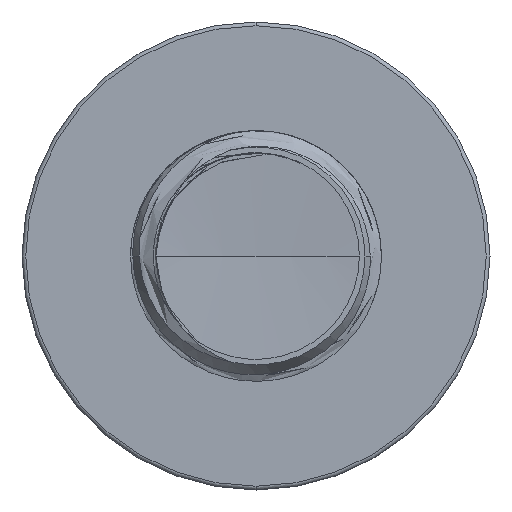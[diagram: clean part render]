
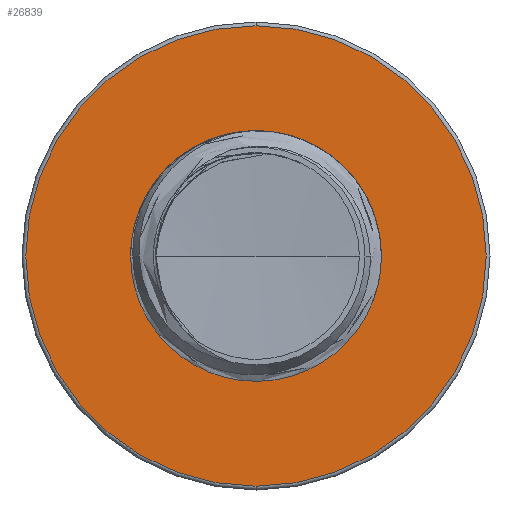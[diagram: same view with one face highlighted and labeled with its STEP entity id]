
A CAD part, front view. The second image highlights one B-rep face of the part: STEP entity #26839.
In plain terms, the highlighted planar face has unit normal (0, -1, 0).
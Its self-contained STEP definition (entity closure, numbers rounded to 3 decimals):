
#645 = DIRECTION ( 'NONE',  ( 0., -1., 0. ) ) ;
#2072 = DIRECTION ( 'NONE',  ( 0., -1., 0. ) ) ;
#3707 = DIRECTION ( 'NONE',  ( 0., 0., -1. ) ) ;
#3885 = AXIS2_PLACEMENT_3D ( 'NONE', #6108, #6068, #6064 ) ;
#5384 = CARTESIAN_POINT ( 'NONE',  ( 0., 11., -1.436 ) ) ;
#5424 = CIRCLE ( 'NONE', #25321, 1.436 ) ;
#6064 = DIRECTION ( 'NONE',  ( 0., 0., -1. ) ) ;
#6068 = DIRECTION ( 'NONE',  ( 0., -1., 0. ) ) ;
#6108 = CARTESIAN_POINT ( 'NONE',  ( 0., 11., 0. ) ) ;
#7651 = CARTESIAN_POINT ( 'NONE',  ( 0., 11., 1.436 ) ) ;
#8033 = FACE_BOUND ( 'NONE', #27724, .T. ) ;
#8528 = ORIENTED_EDGE ( 'NONE', *, *, #23533, .T. ) ;
#8574 = EDGE_CURVE ( 'NONE', #16446, #28101, #18826, .T. ) ;
#9048 = AXIS2_PLACEMENT_3D ( 'NONE', #31397, #15193, #33876 ) ;
#9161 = EDGE_CURVE ( 'NONE', #14183, #11303, #9506, .T. ) ;
#9394 = CARTESIAN_POINT ( 'NONE',  ( 0., 11., 2.755 ) ) ;
#9411 = ORIENTED_EDGE ( 'NONE', *, *, #15997, .F. ) ;
#9506 = CIRCLE ( 'NONE', #11542, 2.755 ) ;
#11303 = VERTEX_POINT ( 'NONE', #9394 ) ;
#11542 = AXIS2_PLACEMENT_3D ( 'NONE', #35000, #34621, #3707 ) ;
#14183 = VERTEX_POINT ( 'NONE', #33544 ) ;
#15193 = DIRECTION ( 'NONE',  ( 0., -1., 0. ) ) ;
#15616 = FACE_OUTER_BOUND ( 'NONE', #22957, .T. ) ;
#15997 = EDGE_CURVE ( 'NONE', #28101, #16446, #5424, .T. ) ;
#16104 = ORIENTED_EDGE ( 'NONE', *, *, #8574, .F. ) ;
#16446 = VERTEX_POINT ( 'NONE', #5384 ) ;
#18803 = CARTESIAN_POINT ( 'NONE',  ( 0., 11., 0. ) ) ;
#18826 = CIRCLE ( 'NONE', #3885, 1.436 ) ;
#19722 = PLANE ( 'NONE',  #25830 ) ;
#20081 = DIRECTION ( 'NONE',  ( 0., 0., -1. ) ) ;
#21665 = DIRECTION ( 'NONE',  ( 0., 0., -1. ) ) ;
#22262 = CIRCLE ( 'NONE', #9048, 2.755 ) ;
#22957 = EDGE_LOOP ( 'NONE', ( #34836, #8528 ) ) ;
#23533 = EDGE_CURVE ( 'NONE', #11303, #14183, #22262, .T. ) ;
#25321 = AXIS2_PLACEMENT_3D ( 'NONE', #18803, #2072, #21665 ) ;
#25830 = AXIS2_PLACEMENT_3D ( 'NONE', #33203, #645, #20081 ) ;
#26839 = ADVANCED_FACE ( 'NONE', ( #15616, #8033 ), #19722, .T. ) ;
#27724 = EDGE_LOOP ( 'NONE', ( #16104, #9411 ) ) ;
#28101 = VERTEX_POINT ( 'NONE', #7651 ) ;
#31397 = CARTESIAN_POINT ( 'NONE',  ( 0., 11., 0. ) ) ;
#33203 = CARTESIAN_POINT ( 'NONE',  ( 0., 11., 1.436 ) ) ;
#33544 = CARTESIAN_POINT ( 'NONE',  ( 0., 11., -2.755 ) ) ;
#33876 = DIRECTION ( 'NONE',  ( 0., 0., -1. ) ) ;
#34621 = DIRECTION ( 'NONE',  ( 0., -1., 0. ) ) ;
#34836 = ORIENTED_EDGE ( 'NONE', *, *, #9161, .T. ) ;
#35000 = CARTESIAN_POINT ( 'NONE',  ( 0., 11., 0. ) ) ;
